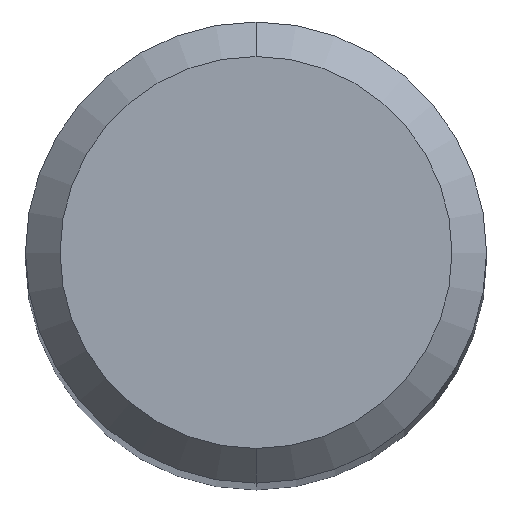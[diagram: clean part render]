
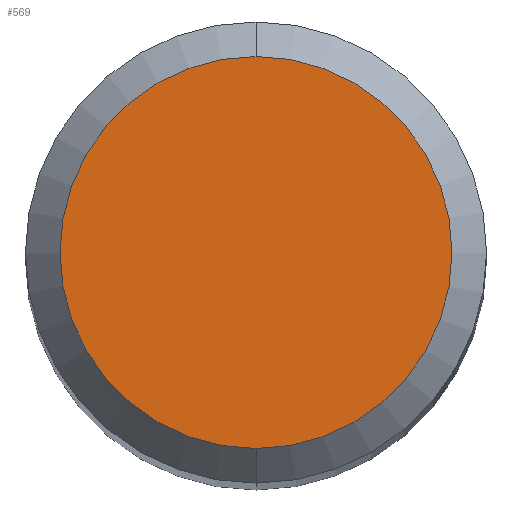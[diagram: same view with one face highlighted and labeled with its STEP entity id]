
A CAD part, top view. The second image highlights one B-rep face of the part: STEP entity #569.
In plain terms, the highlighted planar face has unit normal (0, 0, 1).
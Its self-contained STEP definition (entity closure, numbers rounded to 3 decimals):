
#569=ADVANCED_FACE('',(#1256),#1257,.T.);
#617=EDGE_CURVE('',#763,#863,#1309,.T.);
#763=VERTEX_POINT('',#1473);
#863=VERTEX_POINT('',#1579);
#879=EDGE_CURVE('',#863,#763,#1596,.T.);
#1256=FACE_OUTER_BOUND('',#2492,.T.);
#1257=PLANE('',#2493);
#1309=CIRCLE('',#2677,1.7);
#1473=CARTESIAN_POINT('',(0.0,1.7,0.0));
#1579=CARTESIAN_POINT('',(0.,-1.7,0.0));
#1596=CIRCLE('',#3449,1.7);
#2492=EDGE_LOOP('',(#4174,#4175));
#2493=AXIS2_PLACEMENT_3D('',#4176,#4177,#4178);
#2677=AXIS2_PLACEMENT_3D('',#4233,#4234,#4235);
#3449=AXIS2_PLACEMENT_3D('',#4594,#4595,#4596);
#4174=ORIENTED_EDGE('',*,*,#617,.F.);
#4175=ORIENTED_EDGE('',*,*,#879,.F.);
#4176=CARTESIAN_POINT('',(0.0,0.85,0.0));
#4177=DIRECTION('',(-0.0,0.0,1.0));
#4178=DIRECTION('',(0.0,-1.0,0.0));
#4233=CARTESIAN_POINT('',(0.0,0.0,0.0));
#4234=DIRECTION('',(0.0,0.0,-1.0));
#4235=DIRECTION('',(0.0,1.0,0.0));
#4594=CARTESIAN_POINT('',(0.0,0.0,0.0));
#4595=DIRECTION('',(0.0,0.0,-1.0));
#4596=DIRECTION('',(0.0,1.0,0.0));
